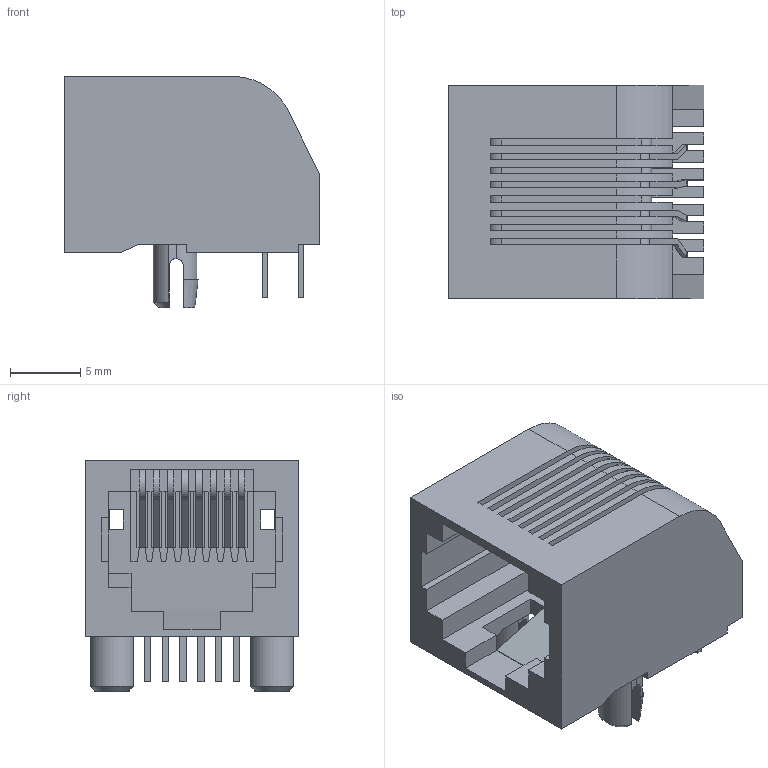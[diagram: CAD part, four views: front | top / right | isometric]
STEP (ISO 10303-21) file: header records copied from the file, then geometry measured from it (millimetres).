
FILE_DESCRIPTION( ( 'Unknown' ), '1' );
FILE_NAME( '615008143721.stp', 'Unknown', ( 'Unknown' ), ( 'Unknown' ), 'PSStep 17.0.49', 'Unknown', ' ' );
FILE_SCHEMA( ( 'AUTOMOTIVE_DESIGN { 1 0 10303 214 1 1 1 1 }' ) );
Length unit declared in the file: millimetre
Products named in the file (10): Assem1; pin1; pin2; pin3; pin5; pin7; pin6; pin4; pin8; housing
Assembly tree (9 placements, depth 2):
  Assem1
    pin1
    pin2
    pin3
    pin5
    pin7
    pin6
    pin4
    pin8
    housing
Bounding box: 18.26 x 15.24 x 16.5 mm (x, y, z)
Volume: 1588.2 mm3; surface area: 3402.1 mm2
Topology: 9 solids, 9 shells, 457 faces, 1315 edges, 854 vertices
Faces by surface type: plane 381, cylinder 56, bspline 16, cone 4
Entity records: 18757 total; most frequent: CARTESIAN_POINT 3016, ORIENTED_EDGE 2622, DIRECTION 2267, EDGE_CURVE 1311, LINE 1161, VECTOR 1161, VERTEX_POINT 854, AXIS2_PLACEMENT_3D 553
